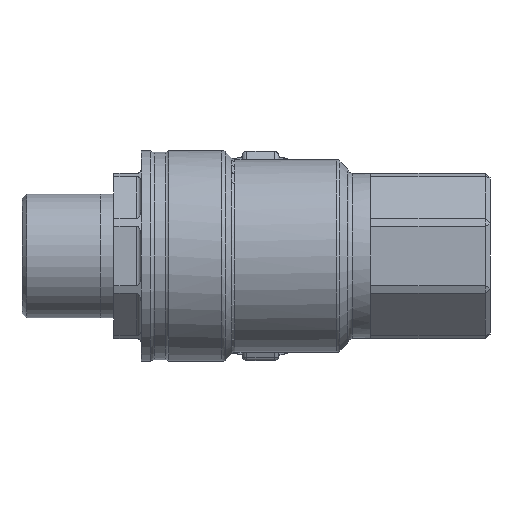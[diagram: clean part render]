
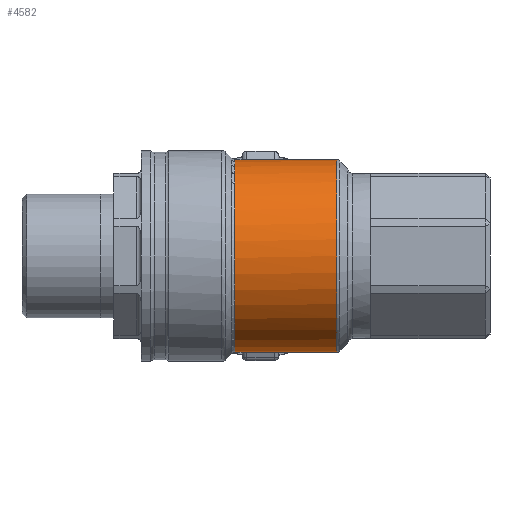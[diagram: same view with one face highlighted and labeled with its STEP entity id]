
A CAD part, left-side view. The second image highlights one B-rep face of the part: STEP entity #4582.
In plain terms, the highlighted cylindrical face has radius 10.5 mm (diameter 21 mm), a full revolution.
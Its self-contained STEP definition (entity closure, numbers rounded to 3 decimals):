
#86=B_SPLINE_CURVE_WITH_KNOTS('',3,(#6430,#6431,#6432,#6433,#6434,#6435,
#6436,#6437,#6438,#6439,#6440,#6441,#6442,#6443,#6444,#6445,#6446),
 .UNSPECIFIED.,.F.,.F.,(4,1,1,1,1,1,1,1,1,1,1,1,1,1,4),(0.,
0.002,0.004,0.006,0.008,
0.012,0.014,0.016,0.018,
0.02,0.024,0.026,0.028,
0.03,0.032),.UNSPECIFIED.);
#993=ORIENTED_EDGE('',*,*,#2009,.T.);
#994=ORIENTED_EDGE('',*,*,#2010,.T.);
#995=ORIENTED_EDGE('',*,*,#2011,.T.);
#2009=EDGE_CURVE('',#2507,#2507,#2778,.F.);
#2010=EDGE_CURVE('',#2508,#2509,#86,.T.);
#2011=EDGE_CURVE('',#2509,#2508,#2779,.T.);
#2507=VERTEX_POINT('',#6429);
#2508=VERTEX_POINT('',#6447);
#2509=VERTEX_POINT('',#6448);
#2778=CIRCLE('',#4854,10.5);
#2779=CIRCLE('',#4855,10.5);
#2920=EDGE_LOOP('',(#993));
#2921=EDGE_LOOP('',(#994,#995));
#3183=FACE_BOUND('',#2920,.T.);
#3184=FACE_BOUND('',#2921,.T.);
#3426=CYLINDRICAL_SURFACE('',#4853,10.5);
#4582=ADVANCED_FACE('',(#3183,#3184),#3426,.T.);
#4853=AXIS2_PLACEMENT_3D('',#6427,#5340,#5341);
#4854=AXIS2_PLACEMENT_3D('',#6428,#5342,#5343);
#4855=AXIS2_PLACEMENT_3D('',#6449,#5344,#5345);
#5340=DIRECTION('',(0.,-1.,0.));
#5341=DIRECTION('',(0.,0.,-1.));
#5342=DIRECTION('',(0.,-1.,0.));
#5343=DIRECTION('',(0.,0.,-1.));
#5344=DIRECTION('',(0.,-1.,0.));
#5345=DIRECTION('',(0.,0.,-1.));
#6427=CARTESIAN_POINT('',(0.,-60.,0.));
#6428=CARTESIAN_POINT('',(0.,16.707,0.));
#6429=CARTESIAN_POINT('',(0.,16.707,-10.5));
#6430=CARTESIAN_POINT('',(7.684,27.793,-7.156));
#6431=CARTESIAN_POINT('',(7.488,27.201,-7.366));
#6432=CARTESIAN_POINT('',(7.181,25.942,-7.661));
#6433=CARTESIAN_POINT('',(7.196,23.949,-7.648));
#6434=CARTESIAN_POINT('',(7.676,22.075,-7.183));
#6435=CARTESIAN_POINT('',(8.628,19.896,-6.079));
#6436=CARTESIAN_POINT('',(9.698,18.181,-4.316));
#6437=CARTESIAN_POINT('',(10.374,17.18,-1.966));
#6438=CARTESIAN_POINT('',(10.563,16.91,0.005));
#6439=CARTESIAN_POINT('',(10.374,17.18,1.964));
#6440=CARTESIAN_POINT('',(9.699,18.18,4.317));
#6441=CARTESIAN_POINT('',(8.624,19.904,6.084));
#6442=CARTESIAN_POINT('',(7.678,22.07,7.18));
#6443=CARTESIAN_POINT('',(7.197,23.943,7.648));
#6444=CARTESIAN_POINT('',(7.181,25.94,7.661));
#6445=CARTESIAN_POINT('',(7.487,27.2,7.367));
#6446=CARTESIAN_POINT('',(7.684,27.793,7.156));
#6447=CARTESIAN_POINT('',(7.684,27.793,-7.156));
#6448=CARTESIAN_POINT('',(7.684,27.793,7.156));
#6449=CARTESIAN_POINT('',(0.,27.793,0.));
